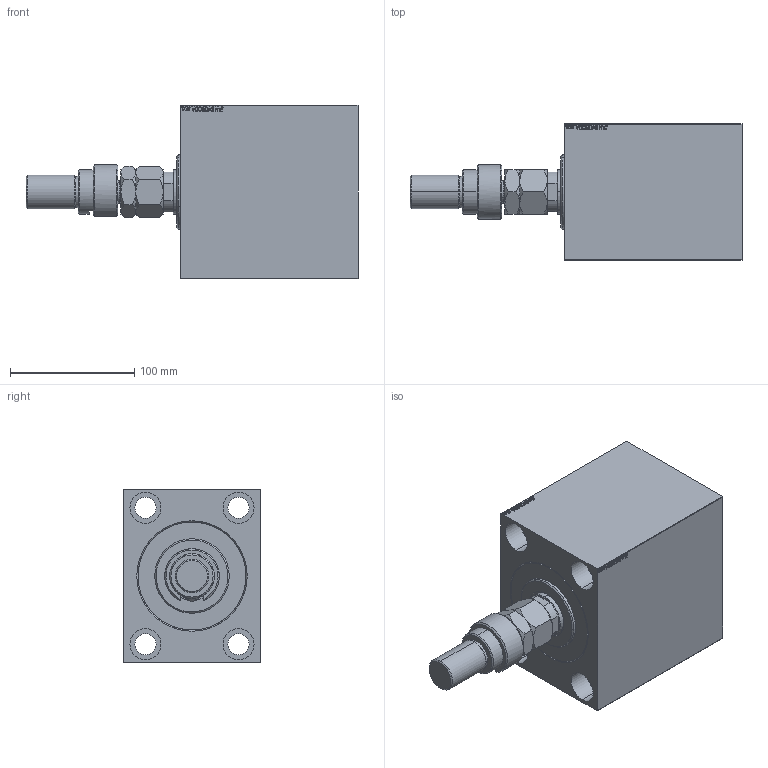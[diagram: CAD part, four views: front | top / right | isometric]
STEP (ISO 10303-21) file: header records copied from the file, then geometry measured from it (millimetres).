
FILE_DESCRIPTION (( 'STEP AP203' ), '1' );
FILE_NAME ('3bba.STEP', '2022-04-17T04:44:19', ( '' ), ( '' ), 'SwSTEP 2.0', 'SolidWorks 2019', '' );
FILE_SCHEMA (( 'CONFIG_CONTROL_DESIGN' ));
Length unit declared in the file: millimetre
Products named in the file (7): DFA 4dbd02df8e25f0ca259aa3ee81c962bd; 3bba; V450CM_C_VCP 4dbd02df8e25f0ca259aa3ee81c962bd; MFA 4dbd02df8e25f0ca259aa3ee81c962bd; FEMALE_PART_FOR_DFA 4dbd02df8e25f0ca259aa3ee81c962bd; V450CM_C_Body 4dbd02df8e25f0ca259aa3ee81c962bd; V450CM_VC_B 4dbd02df8e25f0ca259aa3ee81c962bd
Assembly tree (6 placements, depth 3):
  3bba
    V450CM_C_Body 4dbd02df8e25f0ca259aa3ee81c962bd
    V450CM_C_VCP 4dbd02df8e25f0ca259aa3ee81c962bd
    V450CM_VC_B 4dbd02df8e25f0ca259aa3ee81c962bd
    DFA 4dbd02df8e25f0ca259aa3ee81c962bd
      FEMALE_PART_FOR_DFA 4dbd02df8e25f0ca259aa3ee81c962bd
      MFA 4dbd02df8e25f0ca259aa3ee81c962bd
Bounding box: 267.5 x 110 x 140 mm (x, y, z)
Volume: 1925461.8 mm3; surface area: 224665 mm2
Topology: 5 solids, 5 shells, 948 faces, 2404 edges, 1577 vertices
Faces by surface type: plane 439, bspline 380, cylinder 71, cone 54, torus 4
Entity records: 46909 total; most frequent: CARTESIAN_POINT 25839, ORIENTED_EDGE 4804, DIRECTION 2954, EDGE_CURVE 2402, VERTEX_POINT 1577, LINE 1362, VECTOR 1362, EDGE_LOOP 1075
